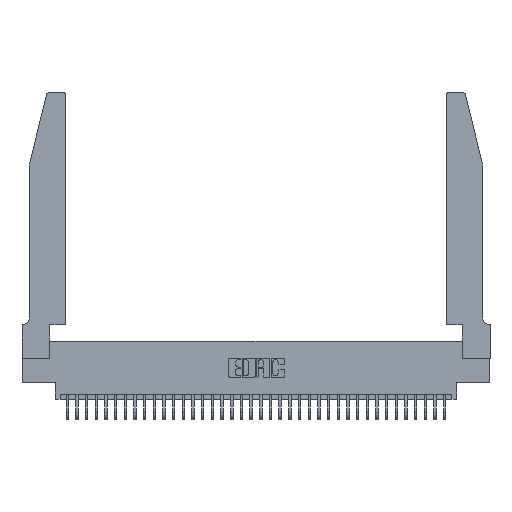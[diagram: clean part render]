
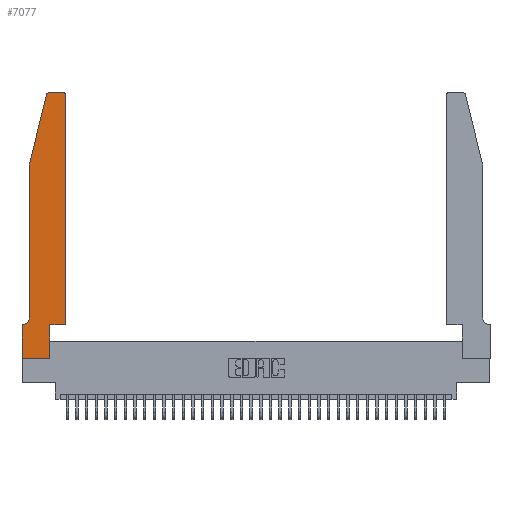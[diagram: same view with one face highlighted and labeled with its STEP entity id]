
A CAD part, top view. The second image highlights one B-rep face of the part: STEP entity #7077.
In plain terms, the highlighted planar face has unit normal (0, 0, 1).
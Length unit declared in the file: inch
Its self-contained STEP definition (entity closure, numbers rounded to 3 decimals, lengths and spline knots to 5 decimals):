
#202 = AXIS2_PLACEMENT_3D ( 'NONE', #21564, #30584, #30855 ) ;
#1023 = VERTEX_POINT ( 'NONE', #15392 ) ;
#1487 = VERTEX_POINT ( 'NONE', #7062 ) ;
#2144 = PLANE ( 'NONE',  #27223 ) ;
#2193 = ORIENTED_EDGE ( 'NONE', *, *, #33518, .T. ) ;
#3596 = DIRECTION ( 'NONE',  ( -1., 0., 0. ) ) ;
#3721 = VERTEX_POINT ( 'NONE', #8614 ) ;
#3980 = EDGE_CURVE ( 'NONE', #29985, #17223, #29105, .T. ) ;
#4578 = LINE ( 'NONE', #16047, #5538 ) ;
#4966 = CARTESIAN_POINT ( 'NONE',  ( 0.4505, 0.35, 0.37 ) ) ;
#5538 = VECTOR ( 'NONE', #10661, 39.37008 ) ;
#5627 = DIRECTION ( 'NONE',  ( 0., 0., -1. ) ) ;
#5868 = CARTESIAN_POINT ( 'NONE',  ( 0.0055, 0.42, 0.37 ) ) ;
#6108 = LINE ( 'NONE', #7434, #15791 ) ;
#6196 = ORIENTED_EDGE ( 'NONE', *, *, #15096, .T. ) ;
#6356 = ORIENTED_EDGE ( 'NONE', *, *, #3980, .T. ) ;
#6430 = VERTEX_POINT ( 'NONE', #26637 ) ;
#7062 = CARTESIAN_POINT ( 'NONE',  ( 0.0055, 0.35, 0.37 ) ) ;
#7077 = ADVANCED_FACE ( 'NONE', ( #11940 ), #2144, .T. ) ;
#7434 = CARTESIAN_POINT ( 'NONE',  ( 0., 0., 0.37 ) ) ;
#7860 = ORIENTED_EDGE ( 'NONE', *, *, #34532, .T. ) ;
#8614 = CARTESIAN_POINT ( 'NONE',  ( 0.0755, 2., 0.37 ) ) ;
#9318 = ORIENTED_EDGE ( 'NONE', *, *, #33588, .T. ) ;
#10661 = DIRECTION ( 'NONE',  ( 0., 1., 0. ) ) ;
#10733 = DIRECTION ( 'NONE',  ( 0., 0., 1. ) ) ;
#10899 = VERTEX_POINT ( 'NONE', #13525 ) ;
#11940 = FACE_OUTER_BOUND ( 'NONE', #21198, .T. ) ;
#12117 = VECTOR ( 'NONE', #21310, 39.37008 ) ;
#12857 = CARTESIAN_POINT ( 'NONE',  ( 0.4505, 0.35, 0.37 ) ) ;
#12887 = AXIS2_PLACEMENT_3D ( 'NONE', #5868, #5627, #23440 ) ;
#13271 = CARTESIAN_POINT ( 'NONE',  ( 0., 0.35, 0.37 ) ) ;
#13298 = LINE ( 'NONE', #29380, #30865 ) ;
#13522 = CIRCLE ( 'NONE', #24048, 0.03 ) ;
#13525 = CARTESIAN_POINT ( 'NONE',  ( 0.2865, 0., 0.37 ) ) ;
#13601 = EDGE_CURVE ( 'NONE', #3721, #1023, #13298, .T. ) ;
#13859 = ORIENTED_EDGE ( 'NONE', *, *, #13601, .T. ) ;
#13938 = LINE ( 'NONE', #15597, #19929 ) ;
#15096 = EDGE_CURVE ( 'NONE', #6430, #3721, #27492, .T. ) ;
#15342 = VERTEX_POINT ( 'NONE', #30702 ) ;
#15392 = CARTESIAN_POINT ( 'NONE',  ( 0.0755, 0.42, 0.37 ) ) ;
#15597 = CARTESIAN_POINT ( 'NONE',  ( 0.2605, 2.75, 0.37 ) ) ;
#15791 = VECTOR ( 'NONE', #19139, 39.37008 ) ;
#16047 = CARTESIAN_POINT ( 'NONE',  ( 0.2865, 0.35, 0.37 ) ) ;
#16779 = CIRCLE ( 'NONE', #12887, 0.07 ) ;
#16899 = ORIENTED_EDGE ( 'NONE', *, *, #19902, .T. ) ;
#17223 = VERTEX_POINT ( 'NONE', #33002 ) ;
#19139 = DIRECTION ( 'NONE',  ( 1., 0., 0. ) ) ;
#19568 = VERTEX_POINT ( 'NONE', #4966 ) ;
#19902 = EDGE_CURVE ( 'NONE', #1487, #20833, #21910, .T. ) ;
#19929 = VECTOR ( 'NONE', #3596, 39.37008 ) ;
#19959 = DIRECTION ( 'NONE',  ( 0., 0., 1. ) ) ;
#20804 = LINE ( 'NONE', #23197, #21653 ) ;
#20833 = VERTEX_POINT ( 'NONE', #13271 ) ;
#21198 = EDGE_LOOP ( 'NONE', ( #33243, #2193, #6196, #13859, #30643, #16899, #32062, #32784, #28865, #7860, #9318, #6356 ) ) ;
#21310 = DIRECTION ( 'NONE',  ( 1., 0., 0. ) ) ;
#21564 = CARTESIAN_POINT ( 'NONE',  ( 0.4205, 2.72, 0.37 ) ) ;
#21653 = VECTOR ( 'NONE', #29395, 39.37008 ) ;
#21910 = LINE ( 'NONE', #32384, #31670 ) ;
#22274 = EDGE_CURVE ( 'NONE', #17223, #35943, #13938, .T. ) ;
#22668 = CARTESIAN_POINT ( 'NONE',  ( 0., 0.35, 0.37 ) ) ;
#23197 = CARTESIAN_POINT ( 'NONE',  ( 0., 0., 0.37 ) ) ;
#23365 = EDGE_CURVE ( 'NONE', #20833, #23520, #20804, .T. ) ;
#23440 = DIRECTION ( 'NONE',  ( -1., 0., 0. ) ) ;
#23520 = VERTEX_POINT ( 'NONE', #24166 ) ;
#24048 = AXIS2_PLACEMENT_3D ( 'NONE', #28392, #10733, #30531 ) ;
#24166 = CARTESIAN_POINT ( 'NONE',  ( 0., 0., 0.37 ) ) ;
#25052 = LINE ( 'NONE', #12857, #29717 ) ;
#25913 = DIRECTION ( 'NONE',  ( 1., 0., 0. ) ) ;
#26637 = CARTESIAN_POINT ( 'NONE',  ( 0.25487, 2.72718, 0.37 ) ) ;
#26902 = EDGE_CURVE ( 'NONE', #10899, #15342, #4578, .T. ) ;
#27223 = AXIS2_PLACEMENT_3D ( 'NONE', #22668, #19959, #25913 ) ;
#27492 = LINE ( 'NONE', #34912, #33472 ) ;
#27766 = LINE ( 'NONE', #35983, #12117 ) ;
#28392 = CARTESIAN_POINT ( 'NONE',  ( 0.284, 2.72, 0.37 ) ) ;
#28865 = ORIENTED_EDGE ( 'NONE', *, *, #26902, .T. ) ;
#29105 = CIRCLE ( 'NONE', #202, 0.03 ) ;
#29307 = DIRECTION ( 'NONE',  ( 0., 1., 0. ) ) ;
#29380 = CARTESIAN_POINT ( 'NONE',  ( 0.0755, 2., 0.37 ) ) ;
#29395 = DIRECTION ( 'NONE',  ( 0., -1., 0. ) ) ;
#29717 = VECTOR ( 'NONE', #29307, 39.37008 ) ;
#29985 = VERTEX_POINT ( 'NONE', #30453 ) ;
#30453 = CARTESIAN_POINT ( 'NONE',  ( 0.4505, 2.72, 0.37 ) ) ;
#30531 = DIRECTION ( 'NONE',  ( 1., 0., 0. ) ) ;
#30584 = DIRECTION ( 'NONE',  ( 0., 0., 1. ) ) ;
#30643 = ORIENTED_EDGE ( 'NONE', *, *, #34194, .T. ) ;
#30702 = CARTESIAN_POINT ( 'NONE',  ( 0.2865, 0.35, 0.37 ) ) ;
#30855 = DIRECTION ( 'NONE',  ( 1., 0., 0. ) ) ;
#30865 = VECTOR ( 'NONE', #32325, 39.37008 ) ;
#31670 = VECTOR ( 'NONE', #35334, 39.37008 ) ;
#32062 = ORIENTED_EDGE ( 'NONE', *, *, #23365, .T. ) ;
#32077 = EDGE_CURVE ( 'NONE', #23520, #10899, #6108, .T. ) ;
#32163 = CARTESIAN_POINT ( 'NONE',  ( 0.284, 2.75, 0.37 ) ) ;
#32325 = DIRECTION ( 'NONE',  ( 0., -1., 0. ) ) ;
#32384 = CARTESIAN_POINT ( 'NONE',  ( 0.0755, 0.35, 0.37 ) ) ;
#32784 = ORIENTED_EDGE ( 'NONE', *, *, #32077, .T. ) ;
#33002 = CARTESIAN_POINT ( 'NONE',  ( 0.4205, 2.75, 0.37 ) ) ;
#33243 = ORIENTED_EDGE ( 'NONE', *, *, #22274, .T. ) ;
#33472 = VECTOR ( 'NONE', #37881, 39.37008 ) ;
#33518 = EDGE_CURVE ( 'NONE', #35943, #6430, #13522, .T. ) ;
#33588 = EDGE_CURVE ( 'NONE', #19568, #29985, #25052, .T. ) ;
#34194 = EDGE_CURVE ( 'NONE', #1023, #1487, #16779, .T. ) ;
#34532 = EDGE_CURVE ( 'NONE', #15342, #19568, #27766, .T. ) ;
#34912 = CARTESIAN_POINT ( 'NONE',  ( 0.0755, 2., 0.37 ) ) ;
#35334 = DIRECTION ( 'NONE',  ( -1., 0., 0. ) ) ;
#35943 = VERTEX_POINT ( 'NONE', #32163 ) ;
#35983 = CARTESIAN_POINT ( 'NONE',  ( 0.4505, 0.35, 0.37 ) ) ;
#37881 = DIRECTION ( 'NONE',  ( -0.239, -0.971, 0. ) ) ;
